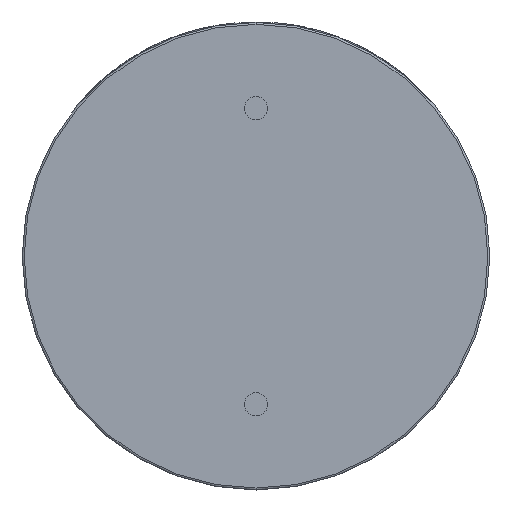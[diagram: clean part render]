
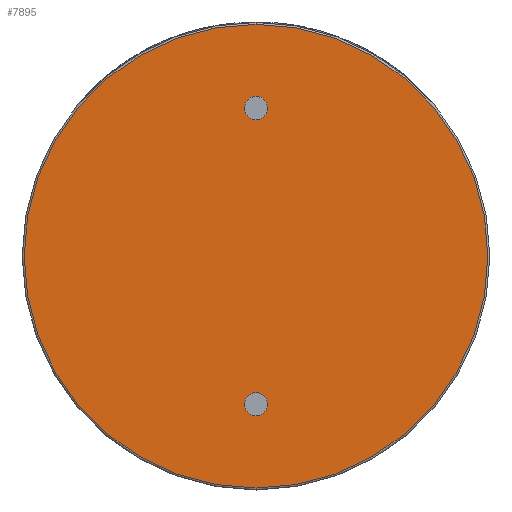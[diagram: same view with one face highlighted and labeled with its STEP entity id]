
A CAD part, front view. The second image highlights one B-rep face of the part: STEP entity #7895.
In plain terms, the highlighted planar face has unit normal (0, -1, 0).
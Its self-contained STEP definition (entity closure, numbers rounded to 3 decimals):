
#369 = DIRECTION ( 'NONE',  ( 0., 0., -1. ) ) ;
#1463 = CARTESIAN_POINT ( 'NONE',  ( 0., 0., 0. ) ) ;
#1570 = ORIENTED_EDGE ( 'NONE', *, *, #2182, .T. ) ;
#1873 = CARTESIAN_POINT ( 'NONE',  ( 0., 0., 0. ) ) ;
#2182 = EDGE_CURVE ( 'NONE', #5187, #8714, #6000, .T. ) ;
#2244 = DIRECTION ( 'NONE',  ( 0., 0., -1. ) ) ;
#3409 = DIRECTION ( 'NONE',  ( 0., -1., 0. ) ) ;
#3430 = CIRCLE ( 'NONE', #8266, 5.95 ) ;
#3593 = AXIS2_PLACEMENT_3D ( 'NONE', #1873, #5066, #369 ) ;
#5050 = EDGE_CURVE ( 'NONE', #8714, #5187, #3430, .T. ) ;
#5066 = DIRECTION ( 'NONE',  ( 0., -1., 0. ) ) ;
#5187 = VERTEX_POINT ( 'NONE', #6377 ) ;
#5371 = FACE_OUTER_BOUND ( 'NONE', #8642, .T. ) ;
#6000 = CIRCLE ( 'NONE', #7197, 5.95 ) ;
#6377 = CARTESIAN_POINT ( 'NONE',  ( 0., 0., 5.95 ) ) ;
#6966 = DIRECTION ( 'NONE',  ( 0., -1., 0. ) ) ;
#7128 = ORIENTED_EDGE ( 'NONE', *, *, #5050, .T. ) ;
#7197 = AXIS2_PLACEMENT_3D ( 'NONE', #8125, #3409, #8907 ) ;
#7635 = CARTESIAN_POINT ( 'NONE',  ( 0., 0., -5.95 ) ) ;
#7895 = ADVANCED_FACE ( 'NONE', ( #5371 ), #9764, .T. ) ;
#8125 = CARTESIAN_POINT ( 'NONE',  ( 0., 0., 0. ) ) ;
#8266 = AXIS2_PLACEMENT_3D ( 'NONE', #1463, #6966, #2244 ) ;
#8642 = EDGE_LOOP ( 'NONE', ( #7128, #1570 ) ) ;
#8714 = VERTEX_POINT ( 'NONE', #7635 ) ;
#8907 = DIRECTION ( 'NONE',  ( 0., 0., -1. ) ) ;
#9764 = PLANE ( 'NONE',  #3593 ) ;
